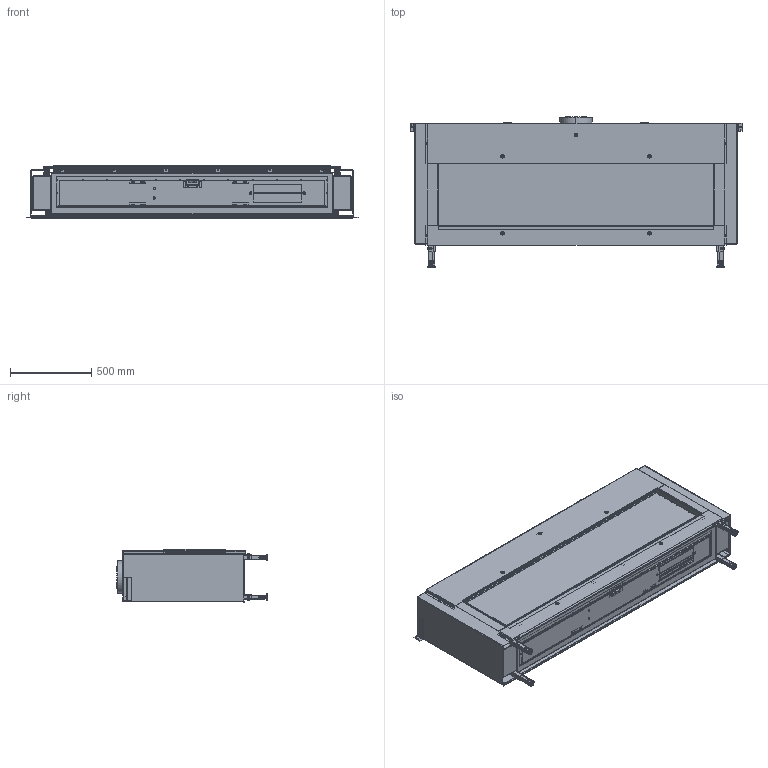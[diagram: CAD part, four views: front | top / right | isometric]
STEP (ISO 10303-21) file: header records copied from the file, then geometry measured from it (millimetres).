
FILE_DESCRIPTION (( 'STEP AP203' ), '1' );
FILE_NAME ('1148.STEP', '2024-11-20T07:07:38', ( '' ), ( '' ), 'SwSTEP 2.0', 'SolidWorks 2024', '' );
FILE_SCHEMA (( 'CONFIG_CONTROL_DESIGN' ));
Length unit declared in the file: millimetre
Products named in the file (77): 531148026300; 531133020000; 531148007220; 531148000050; 531048004000; weld nut 01_din_DIN 929-M8-S; 531148000010; 531148007200; 531148000070; 531148038200; cross ph tapping 968_din_Screw DIN 968-ST4.2x9.5-C-H-N; 531048029000; 531148007120; 531148000180; 531148007500; 531148038000; 531148000020; 531148000100; 531048005000 ASSY; Noga+cep+stelpot; hex nut gradec_din_Hexagon Nut ISO 4034 - M10 - N; 531148026100; 531148000170; 531148000163; 531148046200; 531048011000; 531048009300; 531048005000; 531148000164; 531148000160; cep noge; 531148007210; 531033013000; 531148000120; 531148000190; Stelpoot; 531148000090_DefaultSM-FLAT-PATTERN; 531048009000; 531070037000; 531148000040 ...
Assembly tree (140 placements, depth 4):
  1148
    531148000000
      531148000010
      531148000040
      531148000140
      531148000150  x2
      531148000030  x2
      531148000020  x7
      531148000110
      531148000120
      531148000130  x4
        531148000131
        weld nut 01_din_DIN 929-M8-S
      531148000160
        531148000161
        531148000162  x2
        531148000163
        531148000165
        531148000164  x2
      531148000100
      531148000050  x2
      531148000180
      531148000190
      531148000200
      531148000070
      531148000060
      531148000090_DefaultSM-FLAT-PATTERN  x12
      531148000170  x4
    531148017000
    531148018000
    531148014000
    531148046000
      531148046200  x2
      531148046300
      531148046100
    531133020000  x2
    531148038000  x4
      531148038100
      531148038200
    531148039000  x4
    531148026000
      531148026100
      531148026200
      531148026300  x2
      cross ph tapping 968_din_Screw DIN 968-ST4.2x9.5-C-H-N  x2
    531148031000  x8
    531048005000 ASSY
      531048005000
      hex nut gradec_din_Hexagon Nut ISO 4034 - M10 - N  x2
    531048009000
      531048009100
      531048009200
      531048009300  x2
    531070037000  x8
    531048011000
    531136055000  x2
    531048003000
    531048029000
    531048004000
    Noga+cep+stelpot  x4
Bounding box: 2048 x 928.5 x 330.5 mm (x, y, z)
Volume: 24123303 mm3; surface area: 25808193.6 mm2
Topology: 143 solids, 143 shells, 5848 faces, 14048 edges, 8394 vertices
Faces by surface type: plane 3496, cylinder 1783, cone 296, bspline 162, torus 59, sphere 52
Entity records: 119872 total; most frequent: CARTESIAN_POINT 28613, DIRECTION 16820, ORIENTED_EDGE 16592, EDGE_CURVE 8296, VECTOR 5678, LINE 5678, AXIS2_PLACEMENT_3D 5571, VERTEX_POINT 5051
